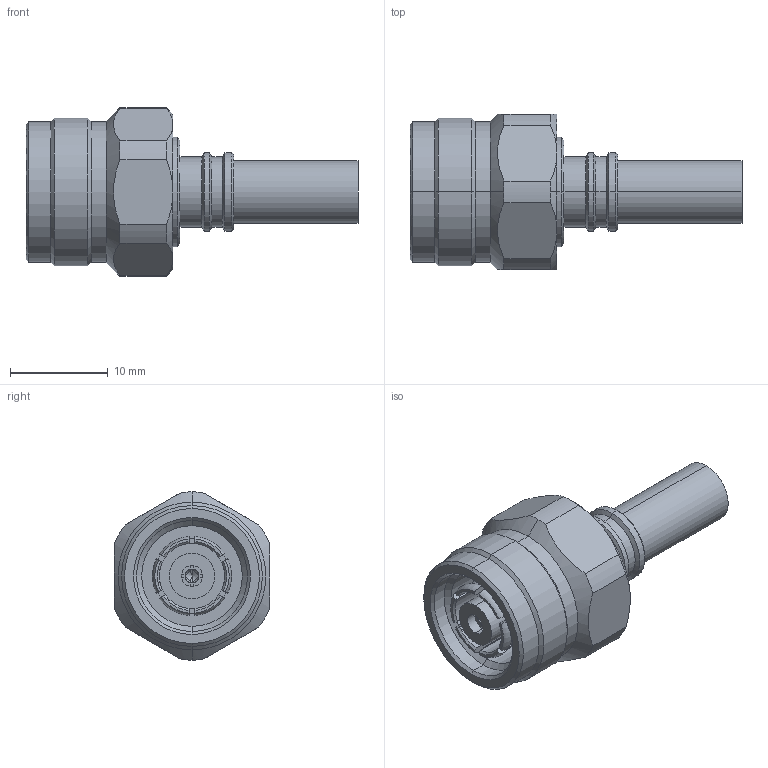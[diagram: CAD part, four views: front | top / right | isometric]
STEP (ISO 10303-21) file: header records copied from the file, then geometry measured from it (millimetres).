
FILE_DESCRIPTION (( 'STEP AP203' ), '1' );
FILE_NAME ('3190-6142(EZ-195-TM-RP-X).STEP', '2017-07-19T07:17:28', ( '' ), ( '' ), 'SwSTEP 2.0', 'SolidWorks 2017', '' );
FILE_SCHEMA (( 'CONFIG_CONTROL_DESIGN' ));
Length unit declared in the file: millimetre
Products named in the file (1): 3190-6142(EZ-195-TM-RP-X)
Bounding box: 33.94 x 15.88 x 17.2 mm (x, y, z)
Volume: 2710.9 mm3; surface area: 2866.3 mm2
Topology: 1 solids, 1 shells, 180 faces, 459 edges, 290 vertices
Faces by surface type: plane 64, cone 55, cylinder 55, torus 6
Entity records: 5755 total; most frequent: CARTESIAN_POINT 1294, DIRECTION 948, ORIENTED_EDGE 914, EDGE_CURVE 457, AXIS2_PLACEMENT_3D 376, VERTEX_POINT 290, LINE 196, VECTOR 196
